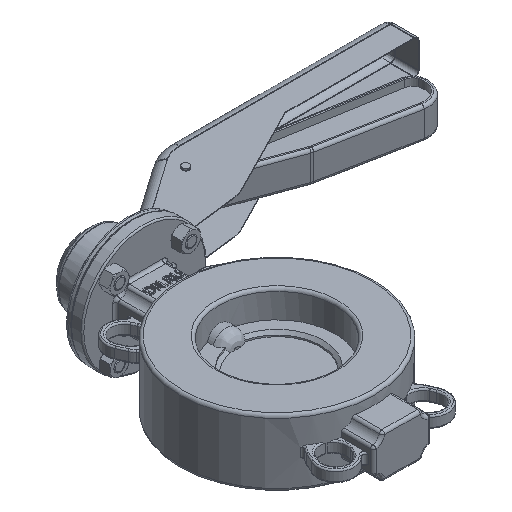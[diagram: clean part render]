
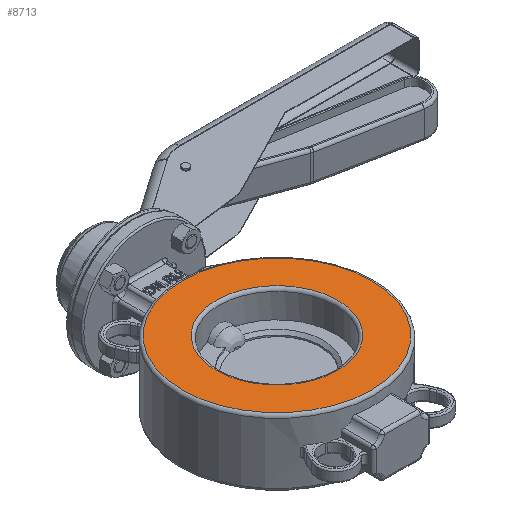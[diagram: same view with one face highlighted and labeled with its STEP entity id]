
A CAD part, isometric view. The second image highlights one B-rep face of the part: STEP entity #8713.
In plain terms, the highlighted planar face has unit normal (0, 0, 1).
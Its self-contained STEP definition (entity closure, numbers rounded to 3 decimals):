
#702=CIRCLE('',#9593,42.);
#705=CIRCLE('',#9597,65.5);
#956=FACE_BOUND('',#1793,.T.);
#1276=FACE_OUTER_BOUND('',#1792,.T.);
#1792=EDGE_LOOP('',(#6523));
#1793=EDGE_LOOP('',(#6524));
#3708=VERTEX_POINT('',#14855);
#3710=VERTEX_POINT('',#14861);
#4737=EDGE_CURVE('',#3708,#3708,#702,.T.);
#4740=EDGE_CURVE('',#3710,#3710,#705,.T.);
#6523=ORIENTED_EDGE('',*,*,#4740,.F.);
#6524=ORIENTED_EDGE('',*,*,#4737,.F.);
#7915=PLANE('',#9596);
#8713=ADVANCED_FACE('',(#1276,#956),#7915,.T.);
#9593=AXIS2_PLACEMENT_3D('',#14856,#11405,#11406);
#9596=AXIS2_PLACEMENT_3D('',#14860,#11411,#11412);
#9597=AXIS2_PLACEMENT_3D('',#14862,#11413,#11414);
#11405=DIRECTION('center_axis',(0.,0.,1.));
#11406=DIRECTION('ref_axis',(-1.,0.,0.));
#11411=DIRECTION('center_axis',(0.,0.,1.));
#11412=DIRECTION('ref_axis',(1.,0.,0.));
#11413=DIRECTION('center_axis',(0.,0.,-1.));
#11414=DIRECTION('ref_axis',(-1.,0.,0.));
#14855=CARTESIAN_POINT('',(42.,0.,23.));
#14856=CARTESIAN_POINT('Origin',(0.,0.,23.));
#14860=CARTESIAN_POINT('Origin',(0.,0.,23.));
#14861=CARTESIAN_POINT('',(-65.5,0.,23.));
#14862=CARTESIAN_POINT('Origin',(0.,0.,23.));
